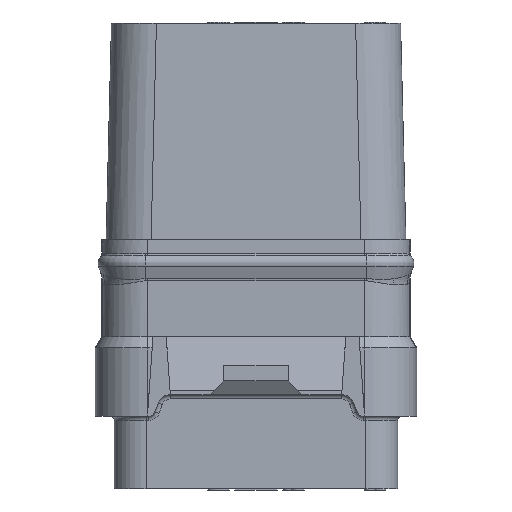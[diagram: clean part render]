
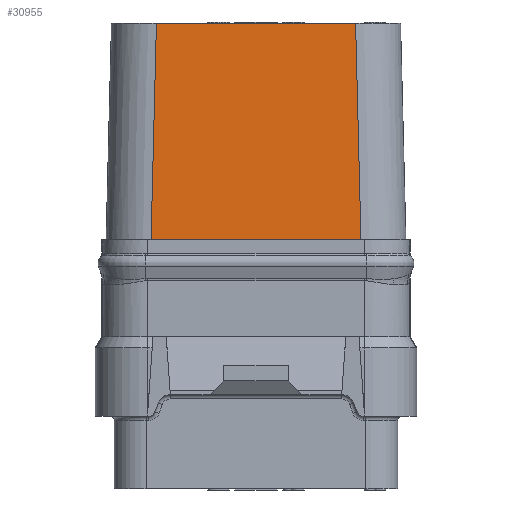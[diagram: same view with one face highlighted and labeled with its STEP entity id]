
A CAD part, front view. The second image highlights one B-rep face of the part: STEP entity #30955.
In plain terms, the highlighted planar face has unit normal (0, -1, 0.025).
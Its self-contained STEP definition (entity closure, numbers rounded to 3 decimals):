
#19=DIRECTION('',(1.,0.,0.));
#20=VECTOR('',#19,9.8);
#21=CARTESIAN_POINT('',(-4.9,-6.,0.));
#22=LINE('',#21,#20);
#4268=DIRECTION('',(1.,0.,0.));
#4269=VECTOR('',#4268,9.3);
#4270=CARTESIAN_POINT('',(-4.65,-5.75,10.12));
#4271=LINE('',#4270,#4269);
#5492=DIRECTION('',(0.025,0.025,0.999));
#5493=VECTOR('',#5492,10.126);
#5494=CARTESIAN_POINT('',(-4.9,-6.,0.));
#5495=LINE('',#5494,#5493);
#5496=DIRECTION('',(-0.025,0.025,0.999));
#5497=VECTOR('',#5496,10.126);
#5498=CARTESIAN_POINT('',(4.9,-6.,0.));
#5499=LINE('',#5498,#5497);
#19193=CARTESIAN_POINT('',(-4.65,-5.75,10.12));
#19194=VERTEX_POINT('',#19193);
#19195=CARTESIAN_POINT('',(4.65,-5.75,10.12));
#19196=VERTEX_POINT('',#19195);
#19209=CARTESIAN_POINT('',(-4.9,-6.,0.));
#19210=VERTEX_POINT('',#19209);
#19211=CARTESIAN_POINT('',(4.9,-6.,0.));
#19212=VERTEX_POINT('',#19211);
#30943=CARTESIAN_POINT('',(0.,-5.875,5.06));
#30944=DIRECTION('',(0.,-1.,0.025));
#30945=DIRECTION('',(1.,0.,0.));
#30946=AXIS2_PLACEMENT_3D('',#30943,#30944,#30945);
#30947=PLANE('',#30946);
#30948=ORIENTED_EDGE('',*,*,#24362,.F.);
#30949=ORIENTED_EDGE('',*,*,#30938,.T.);
#30950=ORIENTED_EDGE('',*,*,#30133,.T.);
#30952=ORIENTED_EDGE('',*,*,#30951,.F.);
#30953=EDGE_LOOP('',(#30948,#30949,#30950,#30952));
#30954=FACE_OUTER_BOUND('',#30953,.F.);
#30955=ADVANCED_FACE('',(#30954),#30947,.T.);
#24362=EDGE_CURVE('',#19210,#19212,#22,.T.);
#30133=EDGE_CURVE('',#19194,#19196,#4271,.T.);
#30938=EDGE_CURVE('',#19210,#19194,#5495,.T.);
#30951=EDGE_CURVE('',#19212,#19196,#5499,.T.);
